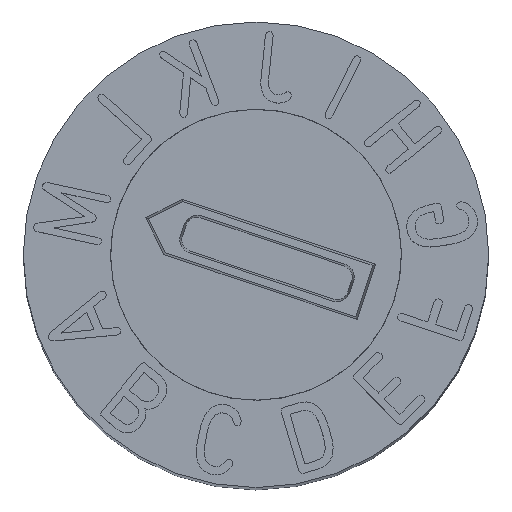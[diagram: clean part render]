
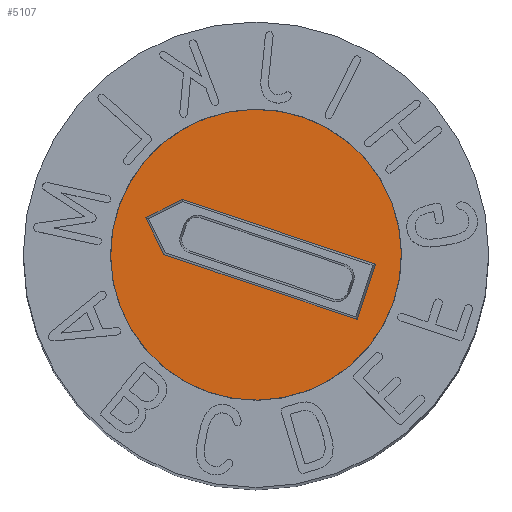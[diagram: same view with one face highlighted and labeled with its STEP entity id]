
A CAD part, top view. The second image highlights one B-rep face of the part: STEP entity #5107.
In plain terms, the highlighted planar face has unit normal (0, 0, 1).
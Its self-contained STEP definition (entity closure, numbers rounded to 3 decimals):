
#69=CIRCLE('',#5321,1.25);
#99=FACE_BOUND('',#781,.T.);
#210=PLANE('',#5320);
#482=FACE_OUTER_BOUND('',#780,.T.);
#780=EDGE_LOOP('',(#4654));
#781=EDGE_LOOP('',(#4655,#4656,#4657,#4658,#4659));
#1201=LINE('',#9433,#1628);
#1205=LINE('',#9440,#1632);
#1208=LINE('',#9446,#1635);
#1211=LINE('',#9452,#1638);
#1213=LINE('',#9455,#1640);
#1628=VECTOR('',#6038,10.);
#1632=VECTOR('',#6044,10.);
#1635=VECTOR('',#6049,10.);
#1638=VECTOR('',#6054,10.);
#1640=VECTOR('',#6058,10.);
#2421=VERTEX_POINT('',#9430);
#2422=VERTEX_POINT('',#9432);
#2424=VERTEX_POINT('',#9438);
#2426=VERTEX_POINT('',#9444);
#2428=VERTEX_POINT('',#9450);
#2429=VERTEX_POINT('',#9458);
#3163=EDGE_CURVE('',#2422,#2421,#1201,.T.);
#3167=EDGE_CURVE('',#2421,#2424,#1205,.T.);
#3170=EDGE_CURVE('',#2424,#2426,#1208,.T.);
#3173=EDGE_CURVE('',#2426,#2428,#1211,.T.);
#3175=EDGE_CURVE('',#2428,#2422,#1213,.T.);
#3176=EDGE_CURVE('',#2429,#2429,#69,.T.);
#4654=ORIENTED_EDGE('',*,*,#3176,.F.);
#4655=ORIENTED_EDGE('',*,*,#3163,.T.);
#4656=ORIENTED_EDGE('',*,*,#3167,.T.);
#4657=ORIENTED_EDGE('',*,*,#3170,.T.);
#4658=ORIENTED_EDGE('',*,*,#3173,.T.);
#4659=ORIENTED_EDGE('',*,*,#3175,.T.);
#5107=ADVANCED_FACE('',(#482,#99),#210,.F.);
#5320=AXIS2_PLACEMENT_3D('',#9457,#6061,#6062);
#5321=AXIS2_PLACEMENT_3D('',#9459,#6063,#6064);
#6038=DIRECTION('',(-0.707,-0.707,0.));
#6044=DIRECTION('',(-0.707,0.707,0.));
#6049=DIRECTION('',(0.,1.,0.));
#6054=DIRECTION('',(1.,0.,0.));
#6058=DIRECTION('',(0.,-1.,0.));
#6061=DIRECTION('center_axis',(0.,0.,-1.));
#6062=DIRECTION('ref_axis',(-1.,0.,0.));
#6063=DIRECTION('center_axis',(0.,0.,-1.));
#6064=DIRECTION('ref_axis',(-1.,0.,0.));
#9430=CARTESIAN_POINT('',(0.,-1.,2.3));
#9432=CARTESIAN_POINT('',(0.25,-0.75,2.3));
#9433=CARTESIAN_POINT('',(0.375,-0.625,2.3));
#9438=CARTESIAN_POINT('',(-0.25,-0.75,2.3));
#9440=CARTESIAN_POINT('',(-0.25,-0.75,2.3));
#9444=CARTESIAN_POINT('',(-0.25,1.,2.3));
#9446=CARTESIAN_POINT('',(-0.25,-0.375,2.3));
#9450=CARTESIAN_POINT('',(0.25,1.,2.3));
#9452=CARTESIAN_POINT('',(-0.125,1.,2.3));
#9455=CARTESIAN_POINT('',(0.25,0.5,2.3));
#9457=CARTESIAN_POINT('Origin',(0.,0.,2.3));
#9458=CARTESIAN_POINT('',(1.25,0.,2.3));
#9459=CARTESIAN_POINT('Origin',(0.,0.,2.3));
